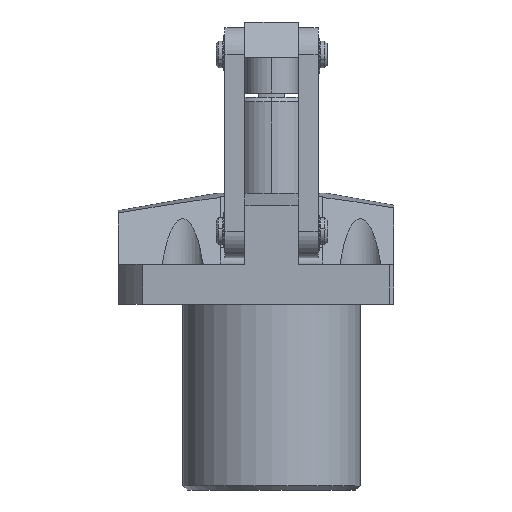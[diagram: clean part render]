
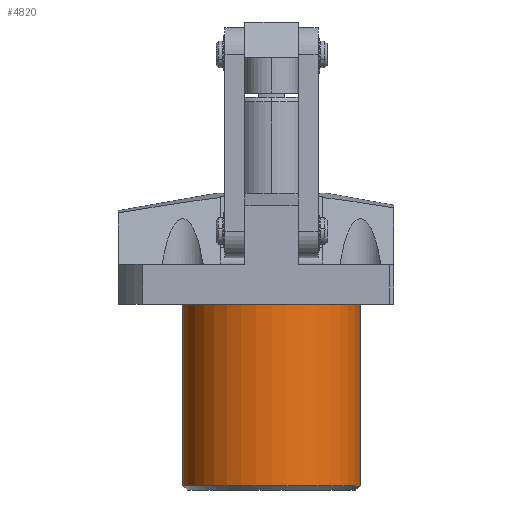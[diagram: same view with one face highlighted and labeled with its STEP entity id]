
A CAD part, front view. The second image highlights one B-rep face of the part: STEP entity #4820.
In plain terms, the highlighted cylindrical face has radius 20 mm (diameter 40 mm), a partial arc.
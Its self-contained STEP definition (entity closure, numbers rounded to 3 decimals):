
#222 = EDGE_LOOP ( 'NONE', ( #3341, #3342, #3343, #3344 ) ) ;
#312 = VERTEX_POINT ( 'NONE', #1736 ) ;
#321 = VERTEX_POINT ( 'NONE', #1722 ) ;
#329 = VERTEX_POINT ( 'NONE', #1714 ) ;
#333 = VERTEX_POINT ( 'NONE', #1710 ) ;
#1710 = CARTESIAN_POINT ( 'NONE',  ( -20., 0., -40.8 ) ) ;
#1714 = CARTESIAN_POINT ( 'NONE',  ( 20., 0., -40.8 ) ) ;
#1722 = CARTESIAN_POINT ( 'NONE',  ( -20., 0., 0. ) ) ;
#1736 = CARTESIAN_POINT ( 'NONE',  ( 20., 0., 0. ) ) ;
#1831 = EDGE_CURVE ( 'NONE', #333, #321, #6882, .T. ) ;
#1834 = EDGE_CURVE ( 'NONE', #329, #312, #6898, .T. ) ;
#1847 = CARTESIAN_POINT ( 'NONE',  ( 0., 0., -41.8 ) ) ;
#1848 = DIRECTION ( 'NONE',  ( 0., 0., 1. ) ) ;
#1862 = DIRECTION ( 'NONE',  ( 1., 0., 0. ) ) ;
#2201 = EDGE_CURVE ( 'NONE', #312, #321, #7068, .T. ) ;
#2216 = EDGE_CURVE ( 'NONE', #333, #329, #7097, .T. ) ;
#2947 = AXIS2_PLACEMENT_3D ( 'NONE', #1847, #1848, #1862 ) ;
#3341 = ORIENTED_EDGE ( 'NONE', *, *, #1831, .F. ) ;
#3342 = ORIENTED_EDGE ( 'NONE', *, *, #2216, .T. ) ;
#3343 = ORIENTED_EDGE ( 'NONE', *, *, #1834, .T. ) ;
#3344 = ORIENTED_EDGE ( 'NONE', *, *, #2201, .T. ) ;
#3679 = DIRECTION ( 'NONE',  ( -1., 0., 0. ) ) ;
#3680 = DIRECTION ( 'NONE',  ( 0., 0., 1. ) ) ;
#3681 = CARTESIAN_POINT ( 'NONE',  ( 0., 0., -40.8 ) ) ;
#3721 = DIRECTION ( 'NONE',  ( 1., 0., 0. ) ) ;
#3724 = DIRECTION ( 'NONE',  ( 0., 0., -1. ) ) ;
#3726 = CARTESIAN_POINT ( 'NONE',  ( 0., 0., 0. ) ) ;
#4144 = FACE_OUTER_BOUND ( 'NONE', #222, .T. ) ;
#4153 = CYLINDRICAL_SURFACE ( 'NONE', #2947, 20. ) ;
#4820 = ADVANCED_FACE ( 'NONE', ( #4144 ), #4153, .T. ) ;
#6882 = LINE ( 'NONE', #9259, #6896 ) ;
#6896 = VECTOR ( 'NONE', #8555, 1000. ) ;
#6898 = LINE ( 'NONE', #9107, #6902 ) ;
#6902 = VECTOR ( 'NONE', #9180, 1000. ) ;
#7068 = CIRCLE ( 'NONE', #9356, 20. ) ;
#7097 = CIRCLE ( 'NONE', #9354, 20. ) ;
#8555 = DIRECTION ( 'NONE',  ( 0., 0., 1. ) ) ;
#9107 = CARTESIAN_POINT ( 'NONE',  ( 20., 0., -41.8 ) ) ;
#9180 = DIRECTION ( 'NONE',  ( 0., 0., 1. ) ) ;
#9259 = CARTESIAN_POINT ( 'NONE',  ( -20., 0., -41.8 ) ) ;
#9354 = AXIS2_PLACEMENT_3D ( 'NONE', #3681, #3680, #3679 ) ;
#9356 = AXIS2_PLACEMENT_3D ( 'NONE', #3726, #3724, #3721 ) ;
